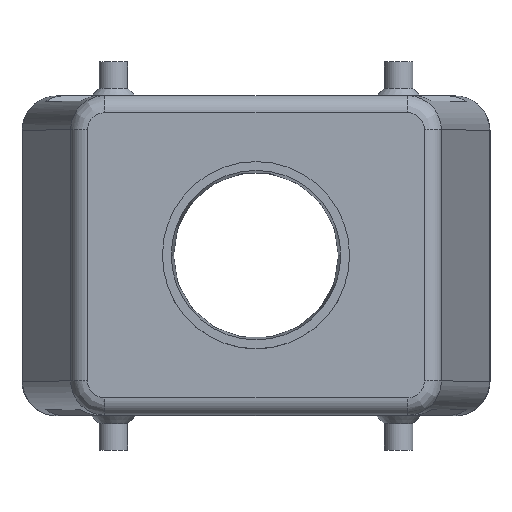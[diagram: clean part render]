
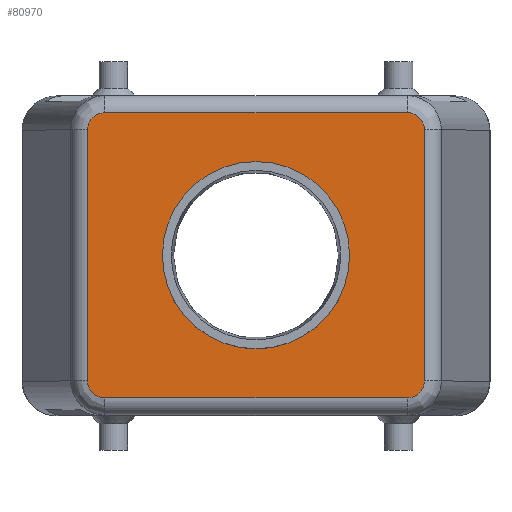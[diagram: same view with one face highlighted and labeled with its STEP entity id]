
A CAD part, top view. The second image highlights one B-rep face of the part: STEP entity #80970.
In plain terms, the highlighted planar face has unit normal (0, 0, 1).
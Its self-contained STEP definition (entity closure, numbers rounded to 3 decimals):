
#23280=CARTESIAN_POINT('',(-29.52,22.,75.));
#23290=VERTEX_POINT('',#23280);
#23320=CARTESIAN_POINT('',(-29.52,-22.,75.));
#23330=DIRECTION('',(0.,1.,0.));
#23340=VECTOR('',#23330,1.);
#23350=LINE('',#23320,#23340);
#23360=CARTESIAN_POINT('',(-29.52,-22.,75.));
#23370=VERTEX_POINT('',#23360);
#23380=EDGE_CURVE('',#23370,#23290,#23350,.T.);
#24210=CARTESIAN_POINT('',(29.52,-22.,75.));
#24220=VERTEX_POINT('',#24210);
#24250=CARTESIAN_POINT('',(29.52,22.,75.));
#24260=DIRECTION('',(0.,-1.,0.));
#24270=VECTOR('',#24260,1.);
#24280=LINE('',#24250,#24270);
#24290=CARTESIAN_POINT('',(29.52,22.,75.));
#24300=VERTEX_POINT('',#24290);
#24310=EDGE_CURVE('',#24300,#24220,#24280,.T.);
#25460=CARTESIAN_POINT('',(-26.465,-25.,75.));
#25470=VERTEX_POINT('',#25460);
#25500=CARTESIAN_POINT('',(26.465,-25.,75.));
#25510=DIRECTION('',(-1.,0.,0.));
#25520=VECTOR('',#25510,1.);
#25530=LINE('',#25500,#25520);
#25540=CARTESIAN_POINT('',(26.465,-25.,75.));
#25550=VERTEX_POINT('',#25540);
#25560=EDGE_CURVE('',#25550,#25470,#25530,.T.);
#26110=CARTESIAN_POINT('',(26.465,25.,75.));
#26120=VERTEX_POINT('',#26110);
#26150=CARTESIAN_POINT('',(-26.465,25.,75.));
#26160=DIRECTION('',(1.,0.,0.));
#26170=VECTOR('',#26160,1.);
#26180=LINE('',#26150,#26170);
#26190=CARTESIAN_POINT('',(-26.465,25.,75.));
#26200=VERTEX_POINT('',#26190);
#26210=EDGE_CURVE('',#26200,#26120,#26180,.T.);
#54980=CARTESIAN_POINT('',(-16.4,0.,75.));
#54990=VERTEX_POINT('',#54980);
#55150=CARTESIAN_POINT('',(16.4,0.,75.));
#55160=VERTEX_POINT('',#55150);
#55190=CARTESIAN_POINT('',(0.,0.,
75.));
#55200=DIRECTION('',(0.,0.,-1.));
#55210=DIRECTION('',(-1.,0.,0.));
#55220=AXIS2_PLACEMENT_3D('',#55190,#55200,#55210);
#55230=CIRCLE('',#55220,16.4);
#55240=EDGE_CURVE('',#55160,#54990,#55230,.T.);
#78940=CARTESIAN_POINT('',(-29.52,22.,75.));
#78950=CARTESIAN_POINT('',(-29.52,25.,75.));
#78960=CARTESIAN_POINT('',(-26.465,25.,75.));
#78970=(BOUNDED_CURVE() B_SPLINE_CURVE(2,(#78940,#78950,#78960),
.UNSPECIFIED.,.F.,.F.) B_SPLINE_CURVE_WITH_KNOTS((3,3),(0.,1.),
.UNSPECIFIED.) CURVE() GEOMETRIC_REPRESENTATION_ITEM() 
RATIONAL_B_SPLINE_CURVE((1.,0.707,1.)) REPRESENTATION_ITEM(''
));
#78980=EDGE_CURVE('',#23290,#26200,#78970,.T.);
#80620=CARTESIAN_POINT('',(-35.424,-30.,75.));
#80630=DIRECTION('',(0.,0.,1.));
#80640=DIRECTION('',(1.,0.,-0.));
#80650=AXIS2_PLACEMENT_3D('',#80620,#80630,#80640);
#80660=PLANE('',#80650);
#80670=EDGE_CURVE('',#54990,#55160,#55230,.T.);
#80680=ORIENTED_EDGE('',*,*,#80670,.T.);
#80690=ORIENTED_EDGE('',*,*,#55240,.T.);
#80700=EDGE_LOOP('',(#80690,#80680));
#80710=FACE_BOUND('',#80700,.T.);
#80720=ORIENTED_EDGE('',*,*,#26210,.F.);
#80730=CARTESIAN_POINT('',(26.465,25.,75.));
#80740=CARTESIAN_POINT('',(29.52,25.,75.));
#80750=CARTESIAN_POINT('',(29.52,22.,75.));
#80760=(BOUNDED_CURVE() B_SPLINE_CURVE(2,(#80730,#80740,#80750),
.UNSPECIFIED.,.F.,.F.) B_SPLINE_CURVE_WITH_KNOTS((3,3),(0.,1.),
.UNSPECIFIED.) CURVE() GEOMETRIC_REPRESENTATION_ITEM() 
RATIONAL_B_SPLINE_CURVE((1.,0.707,1.)) REPRESENTATION_ITEM(
''));
#80770=EDGE_CURVE('',#26120,#24300,#80760,.T.);
#80780=ORIENTED_EDGE('',*,*,#80770,.F.);
#80790=ORIENTED_EDGE('',*,*,#24310,.F.);
#80800=CARTESIAN_POINT('',(29.52,-22.,75.));
#80810=CARTESIAN_POINT('',(29.52,-25.,75.));
#80820=CARTESIAN_POINT('',(26.465,-25.,75.));
#80830=(BOUNDED_CURVE() B_SPLINE_CURVE(2,(#80800,#80810,#80820),
.UNSPECIFIED.,.F.,.F.) B_SPLINE_CURVE_WITH_KNOTS((3,3),(0.,1.),
.UNSPECIFIED.) CURVE() GEOMETRIC_REPRESENTATION_ITEM() 
RATIONAL_B_SPLINE_CURVE((1.,0.707,1.)) REPRESENTATION_ITEM(
''));
#80840=EDGE_CURVE('',#24220,#25550,#80830,.T.);
#80850=ORIENTED_EDGE('',*,*,#80840,.F.);
#80860=ORIENTED_EDGE('',*,*,#25560,.F.);
#80870=CARTESIAN_POINT('',(-26.465,-25.,75.));
#80880=CARTESIAN_POINT('',(-29.52,-25.,75.));
#80890=CARTESIAN_POINT('',(-29.52,-22.,75.));
#80900=(BOUNDED_CURVE() B_SPLINE_CURVE(2,(#80870,#80880,#80890),
.UNSPECIFIED.,.F.,.F.) B_SPLINE_CURVE_WITH_KNOTS((3,3),(0.,1.),
.UNSPECIFIED.) CURVE() GEOMETRIC_REPRESENTATION_ITEM() 
RATIONAL_B_SPLINE_CURVE((1.,0.707,1.)) REPRESENTATION_ITEM(
''));
#80910=EDGE_CURVE('',#25470,#23370,#80900,.T.);
#80920=ORIENTED_EDGE('',*,*,#80910,.F.);
#80930=ORIENTED_EDGE('',*,*,#23380,.F.);
#80940=ORIENTED_EDGE('',*,*,#78980,.F.);
#80950=EDGE_LOOP('',(#80940,#80930,#80920,#80860,#80850,#80790,#80780,
#80720));
#80960=FACE_OUTER_BOUND('',#80950,.T.);
#80970=ADVANCED_FACE('',(#80710,#80960),#80660,.T.);
